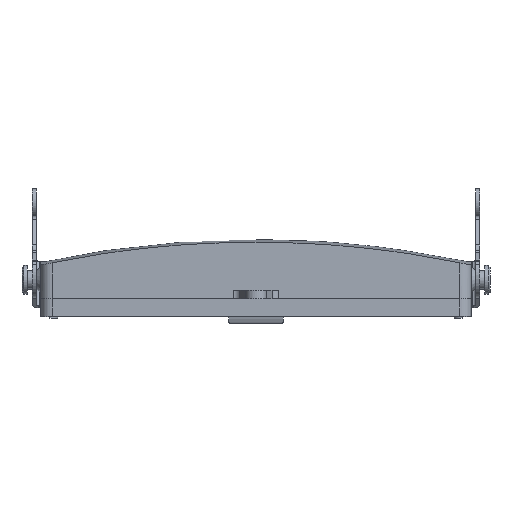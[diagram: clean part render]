
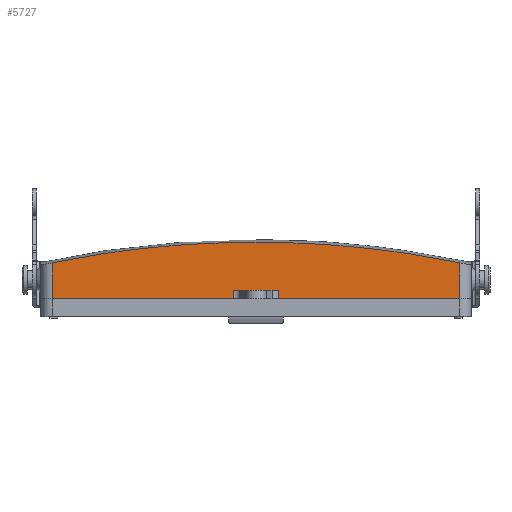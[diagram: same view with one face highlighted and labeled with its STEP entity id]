
A CAD part, top view. The second image highlights one B-rep face of the part: STEP entity #5727.
In plain terms, the highlighted planar face has unit normal (0, 0, 1).
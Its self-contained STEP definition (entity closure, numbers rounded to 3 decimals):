
#356 = VECTOR ( 'NONE', #1740, 1000. ) ;
#425 = AXIS2_PLACEMENT_3D ( 'NONE', #1003, #1000, #993 ) ;
#430 = VECTOR ( 'NONE', #1725, 1000. ) ;
#993 = DIRECTION ( 'NONE',  ( 1., 0., 0. ) ) ;
#1000 = DIRECTION ( 'NONE',  ( 0., 0., 1. ) ) ;
#1003 = CARTESIAN_POINT ( 'NONE',  ( 3.2, 17.001, 0. ) ) ;
#1005 = PLANE ( 'NONE',  #425 ) ;
#1218 = DIRECTION ( 'NONE',  ( 0., 1., 0. ) ) ;
#1219 = CARTESIAN_POINT ( 'NONE',  ( 53.688, 17.001, 0. ) ) ;
#1220 = DIRECTION ( 'NONE',  ( 0., -1., 0. ) ) ;
#1222 = CARTESIAN_POINT ( 'NONE',  ( 3.2, 17.001, 0. ) ) ;
#1224 = DIRECTION ( 'NONE',  ( 1., 0., 0. ) ) ;
#1225 = DIRECTION ( 'NONE',  ( 0., 0., 1. ) ) ;
#1226 = CARTESIAN_POINT ( 'NONE',  ( 60., -268.417, 0. ) ) ;
#1227 = DIRECTION ( 'NONE',  ( 0., -1., 0. ) ) ;
#1228 = CARTESIAN_POINT ( 'NONE',  ( 116.8, 17.001, 0. ) ) ;
#1229 = DIRECTION ( 'NONE',  ( 0., -1., 0. ) ) ;
#1230 = CARTESIAN_POINT ( 'NONE',  ( 66.312, 0.5, 0. ) ) ;
#1239 = DIRECTION ( 'NONE',  ( -1., 0., 0. ) ) ;
#1240 = CARTESIAN_POINT ( 'NONE',  ( 55., 2.75, 0. ) ) ;
#1725 = DIRECTION ( 'NONE',  ( -1., 0., 0. ) ) ;
#1726 = CARTESIAN_POINT ( 'NONE',  ( 3.2, 0.5, 0. ) ) ;
#1740 = DIRECTION ( 'NONE',  ( -1., 0., 0. ) ) ;
#1741 = CARTESIAN_POINT ( 'NONE',  ( 3.2, 0.5, 0. ) ) ;
#2426 = CIRCLE ( 'NONE', #2442, 284.625 ) ;
#2427 = VECTOR ( 'NONE', #1227, 1000. ) ;
#2438 = VECTOR ( 'NONE', #1239, 1000. ) ;
#2442 = AXIS2_PLACEMENT_3D ( 'NONE', #1226, #1225, #1224 ) ;
#2443 = VECTOR ( 'NONE', #1229, 1000. ) ;
#2452 = VECTOR ( 'NONE', #1220, 1000. ) ;
#2474 = VECTOR ( 'NONE', #1218, 1000. ) ;
#3591 = FACE_OUTER_BOUND ( 'NONE', #4173, .T. ) ;
#3608 = LINE ( 'NONE', #1726, #430 ) ;
#3613 = LINE ( 'NONE', #1741, #356 ) ;
#3757 = LINE ( 'NONE', #1240, #2438 ) ;
#3759 = LINE ( 'NONE', #1230, #2443 ) ;
#3760 = LINE ( 'NONE', #1228, #2427 ) ;
#3761 = LINE ( 'NONE', #1222, #2452 ) ;
#3762 = LINE ( 'NONE', #1219, #2474 ) ;
#3944 = ORIENTED_EDGE ( 'NONE', *, *, #5869, .T. ) ;
#3945 = ORIENTED_EDGE ( 'NONE', *, *, #5746, .F. ) ;
#3946 = ORIENTED_EDGE ( 'NONE', *, *, #5867, .T. ) ;
#3947 = ORIENTED_EDGE ( 'NONE', *, *, #5868, .T. ) ;
#3948 = ORIENTED_EDGE ( 'NONE', *, *, #5866, .F. ) ;
#3949 = ORIENTED_EDGE ( 'NONE', *, *, #5865, .T. ) ;
#3950 = ORIENTED_EDGE ( 'NONE', *, *, #5752, .F. ) ;
#3951 = ORIENTED_EDGE ( 'NONE', *, *, #5861, .F. ) ;
#4173 = EDGE_LOOP ( 'NONE', ( #3951, #3949, #3950, #3948, #3946, #3947, #3945, #3944 ) ) ;
#4226 = VERTEX_POINT ( 'NONE', #5363 ) ;
#4235 = VERTEX_POINT ( 'NONE', #5352 ) ;
#4241 = VERTEX_POINT ( 'NONE', #5346 ) ;
#4254 = VERTEX_POINT ( 'NONE', #5333 ) ;
#4259 = VERTEX_POINT ( 'NONE', #5328 ) ;
#4260 = VERTEX_POINT ( 'NONE', #5327 ) ;
#4275 = VERTEX_POINT ( 'NONE', #5312 ) ;
#4288 = VERTEX_POINT ( 'NONE', #5295 ) ;
#5295 = CARTESIAN_POINT ( 'NONE',  ( 53.688, 0.5, 0. ) ) ;
#5312 = CARTESIAN_POINT ( 'NONE',  ( 3.2, 10.483, 0. ) ) ;
#5327 = CARTESIAN_POINT ( 'NONE',  ( 66.312, 2.75, 0. ) ) ;
#5328 = CARTESIAN_POINT ( 'NONE',  ( 53.688, 2.75, 0. ) ) ;
#5333 = CARTESIAN_POINT ( 'NONE',  ( 116.8, 10.483, 0. ) ) ;
#5346 = CARTESIAN_POINT ( 'NONE',  ( 116.8, 0.5, 0. ) ) ;
#5352 = CARTESIAN_POINT ( 'NONE',  ( 3.2, 0.5, 0. ) ) ;
#5363 = CARTESIAN_POINT ( 'NONE',  ( 66.312, 0.5, 0. ) ) ;
#5727 = ADVANCED_FACE ( 'NONE', ( #3591 ), #1005, .T. ) ;
#5746 = EDGE_CURVE ( 'NONE', #4288, #4235, #3613, .T. ) ;
#5752 = EDGE_CURVE ( 'NONE', #4241, #4226, #3608, .T. ) ;
#5861 = EDGE_CURVE ( 'NONE', #4260, #4259, #3757, .T. ) ;
#5865 = EDGE_CURVE ( 'NONE', #4260, #4226, #3759, .T. ) ;
#5866 = EDGE_CURVE ( 'NONE', #4254, #4241, #3760, .T. ) ;
#5867 = EDGE_CURVE ( 'NONE', #4254, #4275, #2426, .T. ) ;
#5868 = EDGE_CURVE ( 'NONE', #4275, #4235, #3761, .T. ) ;
#5869 = EDGE_CURVE ( 'NONE', #4288, #4259, #3762, .T. ) ;
